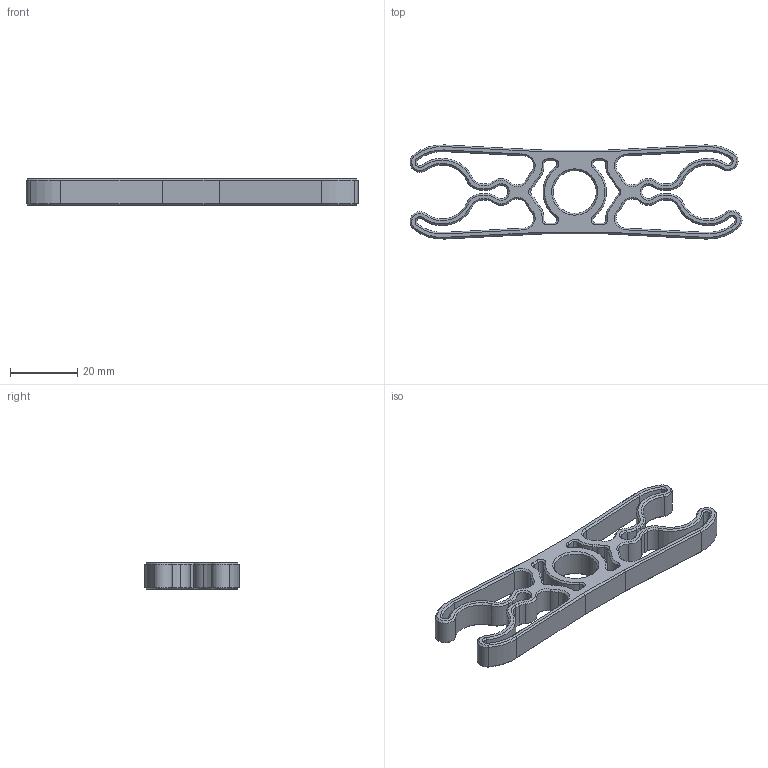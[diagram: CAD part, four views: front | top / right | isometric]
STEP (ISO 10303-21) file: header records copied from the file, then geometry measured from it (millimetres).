
FILE_DESCRIPTION(/* description */ (''),/* implementation_level */ '2;1');
FILE_NAME(/* name */ 'AntennaPackingSpacer v1.step',/* time_stamp */ '2025-07-20T14:55:52-07:00',/* author */ (''),/* organization */ (''),/* preprocessor_version */ 'ST-DEVELOPER v20.1',/* originating_system */ 'Autodesk Translation Framework v14.10.0.0',/* authorisation */ '');
FILE_SCHEMA (('AUTOMOTIVE_DESIGN { 1 0 10303 214 3 1 1 }'));
Length unit declared in the file: millimetre
Products named in the file (1): AntennaPackingSpacer
Bounding box: 99.03 x 28.06 x 8 mm (x, y, z)
Volume: 8298.9 mm3; surface area: 8125.3 mm2
Topology: 1 solids, 1 shells, 317 faces, 735 edges, 420 vertices
Faces by surface type: cone 166, cylinder 83, plane 68
Full cylindrical faces by diameter (mm): 12.8 x1
Entity records: 8929 total; most frequent: DIRECTION 1703, CARTESIAN_POINT 1473, ORIENTED_EDGE 1470, EDGE_CURVE 735, AXIS2_PLACEMENT_3D 650, VERTEX_POINT 420, LINE 403, VECTOR 403
